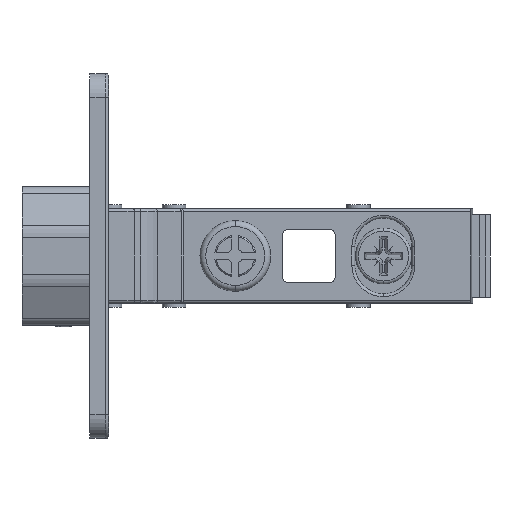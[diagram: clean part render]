
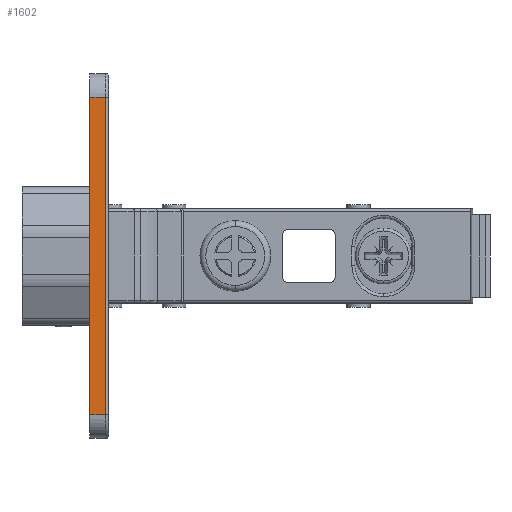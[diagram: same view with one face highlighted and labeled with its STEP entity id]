
A CAD part, front view. The second image highlights one B-rep face of the part: STEP entity #1602.
In plain terms, the highlighted face is planar.
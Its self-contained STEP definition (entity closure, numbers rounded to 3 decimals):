
#19 = VERTEX_POINT ( 'NONE', #8448 ) ;
#42 = FACE_OUTER_BOUND ( 'NONE', #2838, .T. ) ;
#116 = CARTESIAN_POINT ( 'NONE',  ( -31., 20.2, 14.7 ) ) ;
#966 = VERTEX_POINT ( 'NONE', #9556 ) ;
#1405 = EDGE_CURVE ( 'NONE', #966, #13325, #7416, .T. ) ;
#1602 = ADVANCED_FACE ( 'NONE', ( #42 ), #3587, .F. ) ;
#2838 = EDGE_LOOP ( 'NONE', ( #8237, #8316, #11112, #11695 ) ) ;
#2902 = LINE ( 'NONE', #13993, #9093 ) ;
#2975 = DIRECTION ( 'NONE',  ( 0., 0., 1. ) ) ;
#3231 = CARTESIAN_POINT ( 'NONE',  ( 27., 20.2, 14.7 ) ) ;
#3466 = CARTESIAN_POINT ( 'NONE',  ( 31., 20.2, 11.5 ) ) ;
#3587 = PLANE ( 'NONE',  #5891 ) ;
#5017 = EDGE_CURVE ( 'NONE', #13325, #10686, #13404, .T. ) ;
#5289 = LINE ( 'NONE', #8828, #7427 ) ;
#5891 = AXIS2_PLACEMENT_3D ( 'NONE', #116, #9004, #10025 ) ;
#6024 = VECTOR ( 'NONE', #8819, 1000. ) ;
#7416 = LINE ( 'NONE', #3231, #9021 ) ;
#7427 = VECTOR ( 'NONE', #13262, 1000. ) ;
#7971 = EDGE_CURVE ( 'NONE', #19, #966, #5289, .T. ) ;
#8237 = ORIENTED_EDGE ( 'NONE', *, *, #14181, .T. ) ;
#8316 = ORIENTED_EDGE ( 'NONE', *, *, #7971, .T. ) ;
#8448 = CARTESIAN_POINT ( 'NONE',  ( -27., 20.2, 14.2 ) ) ;
#8819 = DIRECTION ( 'NONE',  ( -1., 0., 0. ) ) ;
#8828 = CARTESIAN_POINT ( 'NONE',  ( -31., 20.2, 14.2 ) ) ;
#9004 = DIRECTION ( 'NONE',  ( 0., -1., 0. ) ) ;
#9021 = VECTOR ( 'NONE', #10749, 1000. ) ;
#9093 = VECTOR ( 'NONE', #2975, 1000. ) ;
#9556 = CARTESIAN_POINT ( 'NONE',  ( 27., 20.2, 14.2 ) ) ;
#9800 = CARTESIAN_POINT ( 'NONE',  ( -27., 20.2, 11.5 ) ) ;
#10025 = DIRECTION ( 'NONE',  ( 0., 0., -1. ) ) ;
#10686 = VERTEX_POINT ( 'NONE', #9800 ) ;
#10749 = DIRECTION ( 'NONE',  ( 0., 0., -1. ) ) ;
#11112 = ORIENTED_EDGE ( 'NONE', *, *, #1405, .T. ) ;
#11695 = ORIENTED_EDGE ( 'NONE', *, *, #5017, .T. ) ;
#11771 = CARTESIAN_POINT ( 'NONE',  ( 27., 20.2, 11.5 ) ) ;
#13262 = DIRECTION ( 'NONE',  ( 1., 0., 0. ) ) ;
#13325 = VERTEX_POINT ( 'NONE', #11771 ) ;
#13404 = LINE ( 'NONE', #3466, #6024 ) ;
#13993 = CARTESIAN_POINT ( 'NONE',  ( -27., 20.2, 14.7 ) ) ;
#14181 = EDGE_CURVE ( 'NONE', #10686, #19, #2902, .T. ) ;
